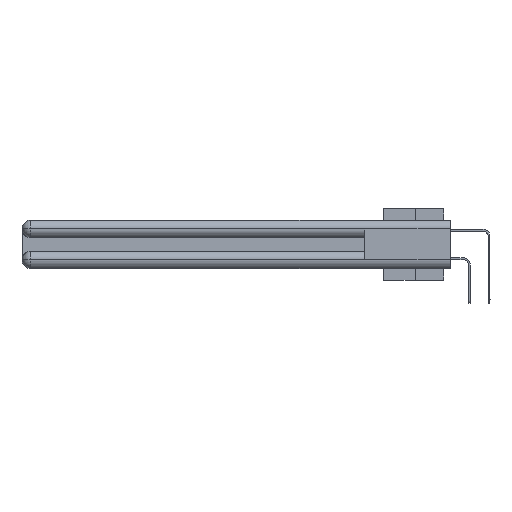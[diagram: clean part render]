
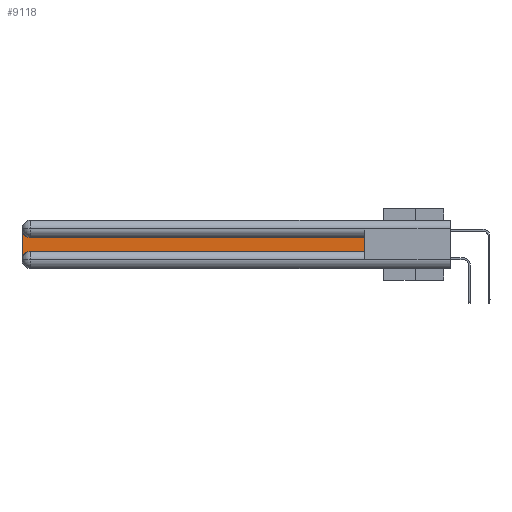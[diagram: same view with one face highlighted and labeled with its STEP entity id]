
A CAD part, left-side view. The second image highlights one B-rep face of the part: STEP entity #9118.
In plain terms, the highlighted planar face has unit normal (-1, 0, 0).
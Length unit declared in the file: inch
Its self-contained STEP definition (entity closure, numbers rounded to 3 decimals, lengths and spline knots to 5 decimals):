
#717 = CARTESIAN_POINT ( 'NONE',  ( 0.075, 2.94, -0.1225 ) ) ;
#781 = DIRECTION ( 'NONE',  ( 1., 0., 0. ) ) ;
#1518 = ORIENTED_EDGE ( 'NONE', *, *, #8006, .T. ) ;
#2513 = EDGE_LOOP ( 'NONE', ( #15494, #9260, #1518, #10031, #31806, #6154 ) ) ;
#2566 = AXIS2_PLACEMENT_3D ( 'NONE', #41149, #37676, #4408 ) ;
#3180 = CARTESIAN_POINT ( 'NONE',  ( 0.075, 2.94, -0.0625 ) ) ;
#3766 = VERTEX_POINT ( 'NONE', #717 ) ;
#4408 = DIRECTION ( 'NONE',  ( 0., 0., -1. ) ) ;
#4789 = VERTEX_POINT ( 'NONE', #13565 ) ;
#5227 = VECTOR ( 'NONE', #25024, 39.37008 ) ;
#6154 = ORIENTED_EDGE ( 'NONE', *, *, #31880, .T. ) ;
#6804 = VECTOR ( 'NONE', #24086, 39.37008 ) ;
#8006 = EDGE_CURVE ( 'NONE', #4789, #36320, #9051, .T. ) ;
#9051 = LINE ( 'NONE', #25365, #13636 ) ;
#9118 = ADVANCED_FACE ( 'NONE', ( #20145 ), #26692, .F. ) ;
#9260 = ORIENTED_EDGE ( 'NONE', *, *, #26703, .T. ) ;
#10031 = ORIENTED_EDGE ( 'NONE', *, *, #24320, .T. ) ;
#11059 = CARTESIAN_POINT ( 'NONE',  ( 0.075, 3., -0.2775 ) ) ;
#11187 = AXIS2_PLACEMENT_3D ( 'NONE', #33435, #781, #14060 ) ;
#12173 = LINE ( 'NONE', #16068, #5227 ) ;
#13565 = CARTESIAN_POINT ( 'NONE',  ( 0.075, 3., -0.0625 ) ) ;
#13636 = VECTOR ( 'NONE', #22307, 39.37008 ) ;
#14060 = DIRECTION ( 'NONE',  ( 0., 0., -1. ) ) ;
#15494 = ORIENTED_EDGE ( 'NONE', *, *, #19564, .T. ) ;
#16068 = CARTESIAN_POINT ( 'NONE',  ( 0.075, 0.6, -0.2175 ) ) ;
#16747 = CARTESIAN_POINT ( 'NONE',  ( 0.075, 0.6, -0.1225 ) ) ;
#17370 = CARTESIAN_POINT ( 'NONE',  ( 0.075, 2.94, -0.2175 ) ) ;
#19470 = DIRECTION ( 'NONE',  ( 1., 0., 0. ) ) ;
#19564 = EDGE_CURVE ( 'NONE', #26589, #3766, #33313, .T. ) ;
#20145 = FACE_OUTER_BOUND ( 'NONE', #2513, .T. ) ;
#21341 = CARTESIAN_POINT ( 'NONE',  ( 0.075, 0.6, -0.2175 ) ) ;
#22270 = EDGE_CURVE ( 'NONE', #37416, #29777, #12173, .T. ) ;
#22307 = DIRECTION ( 'NONE',  ( 0., 0., -1. ) ) ;
#24086 = DIRECTION ( 'NONE',  ( 0., 0., 1. ) ) ;
#24320 = EDGE_CURVE ( 'NONE', #36320, #37416, #36596, .T. ) ;
#25024 = DIRECTION ( 'NONE',  ( 0., -1., 0. ) ) ;
#25365 = CARTESIAN_POINT ( 'NONE',  ( 0.075, 3., -0.2175 ) ) ;
#26589 = VERTEX_POINT ( 'NONE', #38013 ) ;
#26692 = PLANE ( 'NONE',  #11187 ) ;
#26703 = EDGE_CURVE ( 'NONE', #3766, #4789, #33283, .T. ) ;
#28093 = VECTOR ( 'NONE', #30033, 39.37008 ) ;
#29777 = VERTEX_POINT ( 'NONE', #21341 ) ;
#30033 = DIRECTION ( 'NONE',  ( 0., 1., 0. ) ) ;
#31806 = ORIENTED_EDGE ( 'NONE', *, *, #22270, .T. ) ;
#31880 = EDGE_CURVE ( 'NONE', #29777, #26589, #40835, .T. ) ;
#33283 = CIRCLE ( 'NONE', #38847, 0.06 ) ;
#33313 = LINE ( 'NONE', #16747, #28093 ) ;
#33435 = CARTESIAN_POINT ( 'NONE',  ( 0.075, 3., -0.1225 ) ) ;
#36320 = VERTEX_POINT ( 'NONE', #11059 ) ;
#36596 = CIRCLE ( 'NONE', #2566, 0.06 ) ;
#37416 = VERTEX_POINT ( 'NONE', #17370 ) ;
#37676 = DIRECTION ( 'NONE',  ( 1., 0., 0. ) ) ;
#38013 = CARTESIAN_POINT ( 'NONE',  ( 0.075, 0.6, -0.1225 ) ) ;
#38847 = AXIS2_PLACEMENT_3D ( 'NONE', #3180, #19470, #39077 ) ;
#39077 = DIRECTION ( 'NONE',  ( 0., 0., -1. ) ) ;
#40609 = CARTESIAN_POINT ( 'NONE',  ( 0.075, 0.6, -0.2175 ) ) ;
#40835 = LINE ( 'NONE', #40609, #6804 ) ;
#41149 = CARTESIAN_POINT ( 'NONE',  ( 0.075, 2.94, -0.2775 ) ) ;
